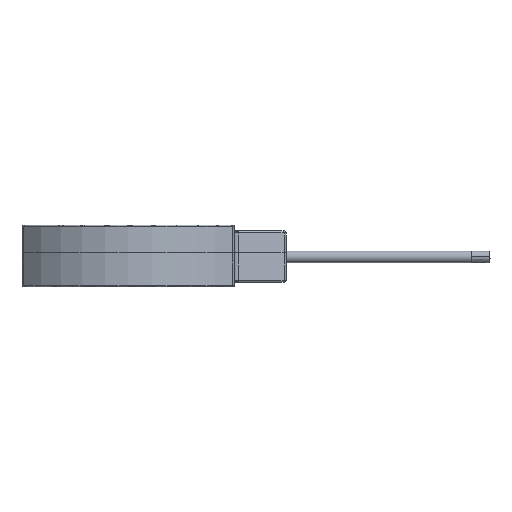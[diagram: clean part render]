
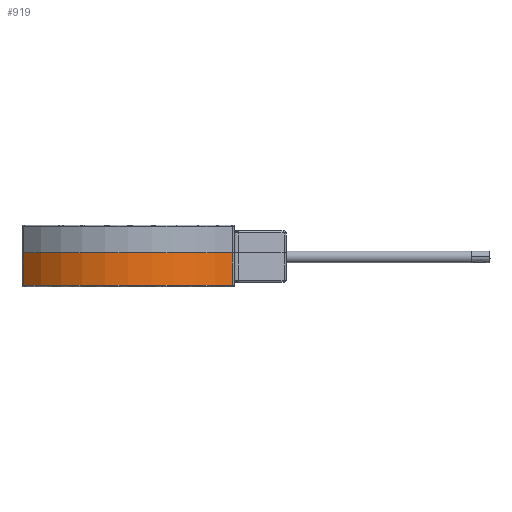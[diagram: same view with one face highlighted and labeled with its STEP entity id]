
A CAD part, left-side view. The second image highlights one B-rep face of the part: STEP entity #919.
In plain terms, the highlighted cylindrical face has radius 19.05 mm (diameter 38.1 mm), a partial arc.
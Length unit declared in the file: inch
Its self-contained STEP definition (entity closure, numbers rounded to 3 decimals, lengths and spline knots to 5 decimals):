
#906 = VERTEX_POINT ( 'NONE', #7609 ) ;
#908 = EDGE_CURVE ( 'NONE', #1215, #906, #7710, .T. ) ;
#919 = ADVANCED_FACE ( 'NONE', ( #7694 ), #7693, .T. ) ;
#920 = EDGE_LOOP ( 'NONE', ( #921, #922, #924, #925 ) ) ;
#921 = ORIENTED_EDGE ( 'NONE', *, *, #908, .T. ) ;
#922 = ORIENTED_EDGE ( 'NONE', *, *, #923, .F. ) ;
#923 = EDGE_CURVE ( 'NONE', #1133, #906, #7687, .T. ) ;
#924 = ORIENTED_EDGE ( 'NONE', *, *, #1132, .T. ) ;
#925 = ORIENTED_EDGE ( 'NONE', *, *, #965, .T. ) ;
#965 = EDGE_CURVE ( 'NONE', #1134, #1215, #7652, .T. ) ;
#1132 = EDGE_CURVE ( 'NONE', #1133, #1134, #8246, .T. ) ;
#1133 = VERTEX_POINT ( 'NONE', #8348 ) ;
#1134 = VERTEX_POINT ( 'NONE', #8347 ) ;
#1215 = VERTEX_POINT ( 'NONE', #8843 ) ;
#7609 = CARTESIAN_POINT ( 'NONE',  ( -0.50361, 0.55577, -0.15354 ) ) ;
#7648 = DIRECTION ( 'NONE',  ( 1., 0., 0. ) ) ;
#7649 = DIRECTION ( 'NONE',  ( 0., 0., -1. ) ) ;
#7650 = CARTESIAN_POINT ( 'NONE',  ( 0., 0., 0.01969 ) ) ;
#7651 = AXIS2_PLACEMENT_3D ( 'NONE', #7650, #7649, #7648 ) ;
#7652 = CIRCLE ( 'NONE', #7651, 0.75 ) ;
#7684 = DIRECTION ( 'NONE',  ( -0.667, -0.745, 0. ) ) ;
#7685 = DIRECTION ( 'NONE',  ( 0., 0., -1. ) ) ;
#7686 = AXIS2_PLACEMENT_3D ( 'NONE', #7692, #7685, #7684 ) ;
#7687 = CIRCLE ( 'NONE', #7686, 0.75 ) ;
#7688 = DIRECTION ( 'NONE',  ( 1., 0., 0. ) ) ;
#7689 = DIRECTION ( 'NONE',  ( 0., 0., 1. ) ) ;
#7690 = CARTESIAN_POINT ( 'NONE',  ( 0., 0., -0.16142 ) ) ;
#7691 = AXIS2_PLACEMENT_3D ( 'NONE', #7690, #7689, #7688 ) ;
#7692 = CARTESIAN_POINT ( 'NONE',  ( 0., 0., -0.15354 ) ) ;
#7693 = CYLINDRICAL_SURFACE ( 'NONE', #7691, 0.75 ) ;
#7694 = FACE_OUTER_BOUND ( 'NONE', #920, .T. ) ;
#7707 = DIRECTION ( 'NONE',  ( 0., 0., -1. ) ) ;
#7708 = VECTOR ( 'NONE', #7707, 39.37008 ) ;
#7709 = CARTESIAN_POINT ( 'NONE',  ( -0.50361, 0.55577, -0.16142 ) ) ;
#7710 = LINE ( 'NONE', #7709, #7708 ) ;
#8246 = LINE ( 'NONE', #8351, #8350 ) ;
#8347 = CARTESIAN_POINT ( 'NONE',  ( -0.50361, -0.55577, 0.01969 ) ) ;
#8348 = CARTESIAN_POINT ( 'NONE',  ( -0.50361, -0.55577, -0.15354 ) ) ;
#8349 = DIRECTION ( 'NONE',  ( 0., 0., 1. ) ) ;
#8350 = VECTOR ( 'NONE', #8349, 39.37008 ) ;
#8351 = CARTESIAN_POINT ( 'NONE',  ( -0.50361, -0.55577, -0.16142 ) ) ;
#8843 = CARTESIAN_POINT ( 'NONE',  ( -0.50361, 0.55577, 0.01969 ) ) ;
